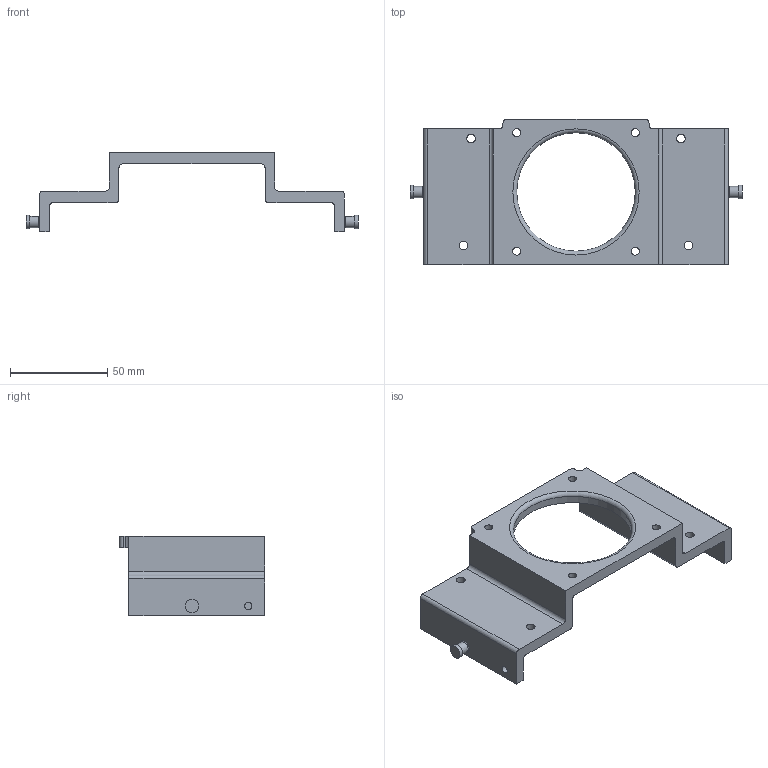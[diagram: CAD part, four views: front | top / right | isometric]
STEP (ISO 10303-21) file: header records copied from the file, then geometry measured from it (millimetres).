
FILE_DESCRIPTION(/* description */ ('','CAx-IF Rec.Pracs.---Representation and Presentation of Product Manufacturing Information (PMI)---4.0---2014-10-13'),/* implementation_level */ '2;1');
FILE_NAME(/* name */ 'FS80+UL Bracket v14.step',/* time_stamp */ '2025-02-19T13:36:17+01:00',/* author */ (''),/* organization */ (''),/* preprocessor_version */ 'ST-DEVELOPER v20',/* originating_system */ 'Autodesk Translation Framework v13.20.0.188',/* authorisation */ '');
FILE_SCHEMA (('AP242_MANAGED_MODEL_BASED_3D_ENGINEERING_MIM_LF { 1 0 10303 442 1 1 4 }'));
Length unit declared in the file: millimetre
Products named in the file (1): FS80+UL Bracket
Bounding box: 171 x 75 x 41 mm (x, y, z)
Volume: 74741 mm3; surface area: 31352.4 mm2
Topology: 1 solids, 1 shells, 60 faces, 156 edges, 104 vertices
Faces by surface type: cylinder 29, plane 28, torus 3
Full cylindrical faces by diameter (mm): 3.8 x2, 4.2 x4, 4.5 x4, 5.8 x2, 7 x2, 61 x1
Entity records: 1936 total; most frequent: DIRECTION 345, CARTESIAN_POINT 321, ORIENTED_EDGE 312, EDGE_CURVE 156, AXIS2_PLACEMENT_3D 128, VERTEX_POINT 104, LINE 89, VECTOR 89
